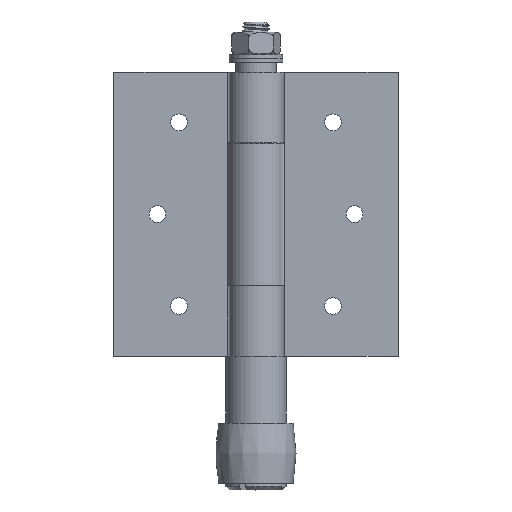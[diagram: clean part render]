
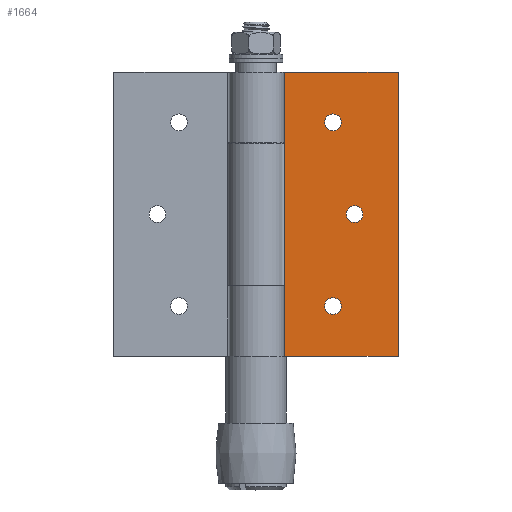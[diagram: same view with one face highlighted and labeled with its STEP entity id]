
A CAD part, left-side view. The second image highlights one B-rep face of the part: STEP entity #1664.
In plain terms, the highlighted planar face has unit normal (-1, 0, 0).
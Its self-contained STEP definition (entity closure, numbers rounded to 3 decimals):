
#103=LINE('',#4149,#202);
#106=LINE('',#4156,#205);
#119=LINE('',#4188,#218);
#121=LINE('',#4192,#220);
#122=LINE('',#4194,#221);
#123=LINE('',#4195,#222);
#202=VECTOR('',#2131,10.);
#205=VECTOR('',#2136,10.);
#218=VECTOR('',#2167,10.);
#220=VECTOR('',#2171,10.);
#221=VECTOR('',#2174,10.);
#222=VECTOR('',#2175,10.);
#322=FACE_BOUND('',#554,.T.);
#323=FACE_BOUND('',#555,.T.);
#324=FACE_BOUND('',#556,.T.);
#360=PLANE('',#1837);
#439=FACE_OUTER_BOUND('',#553,.T.);
#553=EDGE_LOOP('',(#1286,#1287,#1288,#1289,#1290,#1291));
#554=EDGE_LOOP('',(#1292));
#555=EDGE_LOOP('',(#1293));
#556=EDGE_LOOP('',(#1294));
#644=CIRCLE('',#1809,2.5);
#647=CIRCLE('',#1814,2.5);
#650=CIRCLE('',#1819,2.5);
#746=VERTEX_POINT('',#4109);
#749=VERTEX_POINT('',#4119);
#752=VERTEX_POINT('',#4129);
#753=VERTEX_POINT('',#4133);
#760=VERTEX_POINT('',#4148);
#762=VERTEX_POINT('',#4154);
#763=VERTEX_POINT('',#4155);
#773=VERTEX_POINT('',#4186);
#774=VERTEX_POINT('',#4190);
#918=EDGE_CURVE('',#746,#746,#644,.T.);
#923=EDGE_CURVE('',#749,#749,#647,.T.);
#928=EDGE_CURVE('',#752,#752,#650,.T.);
#936=EDGE_CURVE('',#753,#760,#103,.T.);
#939=EDGE_CURVE('',#762,#763,#106,.T.);
#956=EDGE_CURVE('',#762,#773,#119,.T.);
#958=EDGE_CURVE('',#773,#774,#121,.T.);
#959=EDGE_CURVE('',#774,#760,#122,.T.);
#960=EDGE_CURVE('',#763,#753,#123,.T.);
#1286=ORIENTED_EDGE('',*,*,#959,.T.);
#1287=ORIENTED_EDGE('',*,*,#936,.F.);
#1288=ORIENTED_EDGE('',*,*,#960,.F.);
#1289=ORIENTED_EDGE('',*,*,#939,.F.);
#1290=ORIENTED_EDGE('',*,*,#956,.T.);
#1291=ORIENTED_EDGE('',*,*,#958,.T.);
#1292=ORIENTED_EDGE('',*,*,#918,.T.);
#1293=ORIENTED_EDGE('',*,*,#923,.T.);
#1294=ORIENTED_EDGE('',*,*,#928,.T.);
#1664=ADVANCED_FACE('',(#439,#322,#323,#324),#360,.T.);
#1809=AXIS2_PLACEMENT_3D('',#4111,#2090,#2091);
#1814=AXIS2_PLACEMENT_3D('',#4121,#2102,#2103);
#1819=AXIS2_PLACEMENT_3D('',#4131,#2114,#2115);
#1837=AXIS2_PLACEMENT_3D('',#4193,#2172,#2173);
#2090=DIRECTION('center_axis',(1.,0.,0.));
#2091=DIRECTION('ref_axis',(0.,1.,0.));
#2102=DIRECTION('center_axis',(1.,0.,0.));
#2103=DIRECTION('ref_axis',(0.,1.,0.));
#2114=DIRECTION('center_axis',(1.,0.,0.));
#2115=DIRECTION('ref_axis',(0.,1.,0.));
#2131=DIRECTION('',(0.,0.,1.));
#2136=DIRECTION('',(0.,0.,1.));
#2167=DIRECTION('',(0.,-1.,0.));
#2171=DIRECTION('',(0.,0.,1.));
#2172=DIRECTION('center_axis',(-1.,0.,0.));
#2173=DIRECTION('ref_axis',(0.,0.,
1.));
#2174=DIRECTION('',(0.,1.,0.));
#2175=DIRECTION('',(0.,0.,1.));
#4109=CARTESIAN_POINT('',(-3.,-32.,-42.5));
#4111=CARTESIAN_POINT('Origin',(-3.,-29.5,-42.5));
#4119=CARTESIAN_POINT('',(-3.,-25.5,-15.));
#4121=CARTESIAN_POINT('Origin',(-3.,-23.,-15.));
#4129=CARTESIAN_POINT('',(-3.,-25.5,-70.));
#4131=CARTESIAN_POINT('Origin',(-3.,-23.,-70.));
#4133=CARTESIAN_POINT('',(-3.,-8.617,-21.2));
#4148=CARTESIAN_POINT('',(-3.,-8.617,0.));
#4149=CARTESIAN_POINT('',(-3.,-8.617,-85.));
#4154=CARTESIAN_POINT('',(-3.,-8.617,-85.));
#4155=CARTESIAN_POINT('',(-3.,-8.617,-63.8));
#4156=CARTESIAN_POINT('',(-3.,-8.617,-85.));
#4186=CARTESIAN_POINT('',(-3.,-42.5,-85.));
#4188=CARTESIAN_POINT('',(-3.,-8.617,-85.));
#4190=CARTESIAN_POINT('',(-3.,-42.5,0.));
#4192=CARTESIAN_POINT('',(-3.,-42.5,-85.));
#4193=CARTESIAN_POINT('Origin',(-3.,-42.5,-85.));
#4194=CARTESIAN_POINT('',(-3.,-8.617,0.));
#4195=CARTESIAN_POINT('',(-3.,-8.617,-85.));
